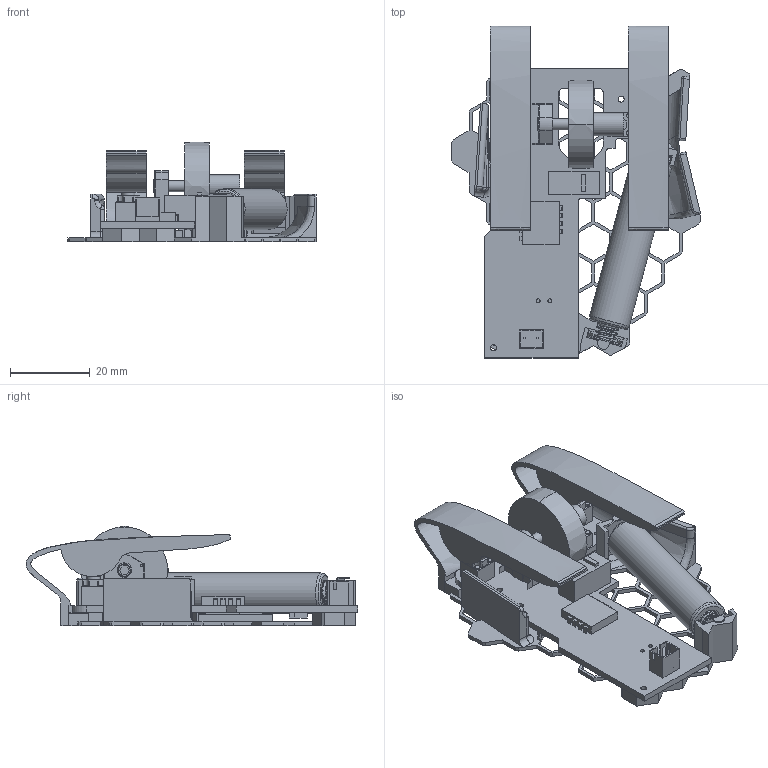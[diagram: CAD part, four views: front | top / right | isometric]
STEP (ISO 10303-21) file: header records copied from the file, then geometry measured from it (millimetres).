
FILE_DESCRIPTION(/* description */ (''),/* implementation_level */ '2;1');
FILE_NAME(/* name */ 'pls pooks v5.step',/* time_stamp */ '2025-08-04T20:14:44+01:00',/* author */ (''),/* organization */ (''),/* preprocessor_version */ 'ST-DEVELOPER v20.1',/* originating_system */ 'Autodesk Translation Framework v14.10.0.0',/* authorisation */ '');
FILE_SCHEMA (('AUTOMOTIVE_DESIGN { 1 0 10303 214 3 1 1 }'));
Length unit declared in the file: millimetre
Products named in the file (11): Document; Component1; battery; clicker; Component6; plastic (1); clicker (1); AAA Battery; AAA bat; one spring; plus terminal
Assembly tree (10 placements, depth 3):
  Document
    Component1
      battery
    clicker
    Component6
    plastic (1)
    clicker (1)
    AAA Battery
      AAA bat
      one spring
      plus terminal
Bounding box: 62.52 x 83.35 x 25.09 mm (x, y, z)
Volume: 20417.1 mm3; surface area: 20859.5 mm2
Topology: 9 solids, 9 shells, 1041 faces, 2870 edges, 1879 vertices
Faces by surface type: plane 872, cylinder 114, bspline 39, torus 9, sphere 4, cone 3
Full cylindrical faces by diameter (mm): 0.548 x2, 0.64 x1, 0.839 x2, 1 x2, 1.253 x12, 1.5 x5, 1.95 x4, 2.818 x1, 3 x1, 3.249 x1, 3.4 x3, 4.22 x1, 5.5 x1, 5.7 x1, 5.9 x1, 6.7 x1, 6.8 x1, 7.8 x1, 10.25 x1
Entity records: 36980 total; most frequent: CARTESIAN_POINT 9686, ORIENTED_EDGE 5738, DIRECTION 5095, EDGE_CURVE 2869, LINE 2443, VECTOR 2443, VERTEX_POINT 1879, AXIS2_PLACEMENT_3D 1326
